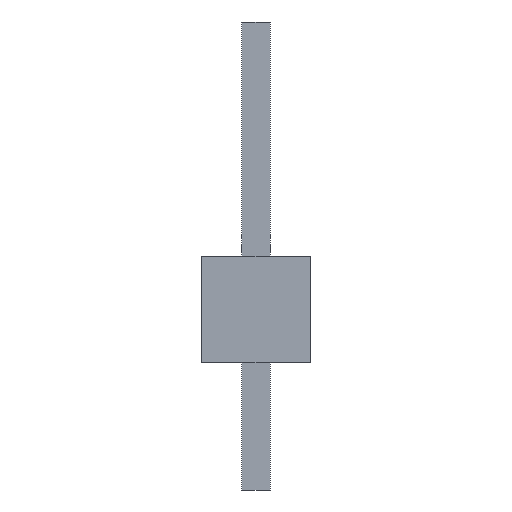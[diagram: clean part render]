
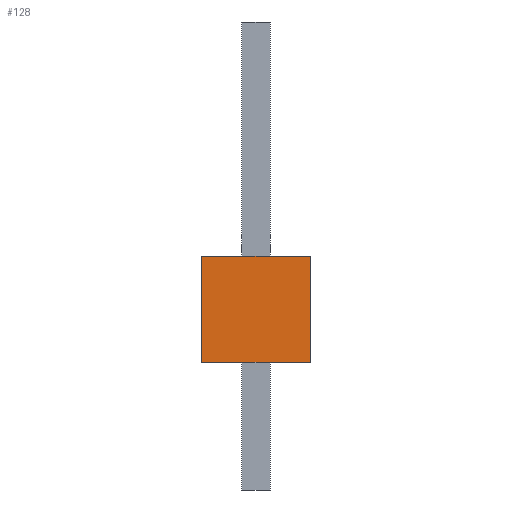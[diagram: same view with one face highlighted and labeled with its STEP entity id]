
A CAD part, front view. The second image highlights one B-rep face of the part: STEP entity #128.
In plain terms, the highlighted planar face has unit normal (0, -1, 0).
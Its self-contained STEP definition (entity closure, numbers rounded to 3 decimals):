
#13=DIRECTION('',(0.,0.,1.));
#14=DIRECTION('',(1.,0.,0.));
#79=EDGE_CURVE('',#80,#82,#84,.T.);
#80=VERTEX_POINT('',#81);
#81=CARTESIAN_POINT('',(-1.27,-1.271,0.));
#82=VERTEX_POINT('',#83);
#83=CARTESIAN_POINT('',(-1.27,-1.271,2.5));
#84=LINE('',#81,#85);
#85=VECTOR('',#13,1.);
#92=DIRECTION('',(0.,1.,0.));
#106=ORIENTED_EDGE('',*,*,#107,.F.);
#107=EDGE_CURVE('',#108,#110,#112,.T.);
#108=VERTEX_POINT('',#109);
#109=CARTESIAN_POINT('',(1.27,-1.271,0.));
#110=VERTEX_POINT('',#111);
#111=CARTESIAN_POINT('',(1.27,-1.271,2.5));
#112=LINE('',#109,#85);
#128=ADVANCED_FACE('',(#129),#139,.F.);
#129=FACE_BOUND('',#130,.F.);
#130=EDGE_LOOP('',(#131,#135,#136,#106));
#131=ORIENTED_EDGE('',*,*,#132,.F.);
#132=EDGE_CURVE('',#80,#108,#133,.T.);
#133=LINE('',#81,#134);
#134=VECTOR('',#14,1.);
#135=ORIENTED_EDGE('',*,*,#79,.T.);
#136=ORIENTED_EDGE('',*,*,#137,.T.);
#137=EDGE_CURVE('',#82,#110,#138,.T.);
#138=LINE('',#83,#134);
#139=PLANE('',#140);
#140=AXIS2_PLACEMENT_3D('',#81,#92,#13);
